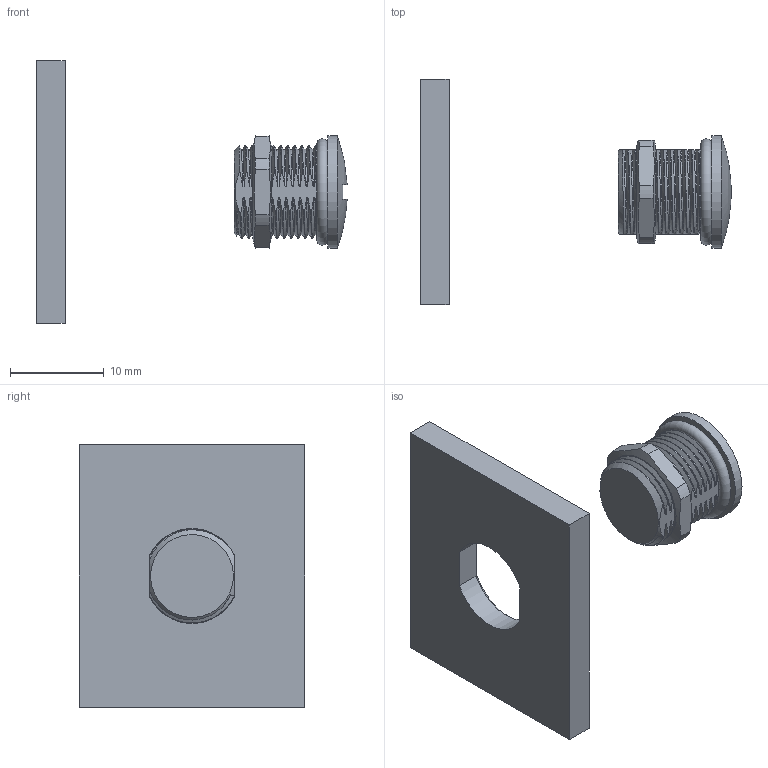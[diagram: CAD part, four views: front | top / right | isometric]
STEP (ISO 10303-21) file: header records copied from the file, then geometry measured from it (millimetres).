
FILE_DESCRIPTION(/* description */ (''),/* implementation_level */ '2;1');
FILE_NAME(/* name */ '08 3130 000 000 001_02-Blindverschraubung M10x0.75.stp',/* time_stamp */ '2017-08-01T06:17:54+02:00',/* author */ (''),/* organization */ (''),/* preprocessor_version */ 'ST-DEVELOPER v16',/* originating_system */ 'SIEMENS PLM Software NX 11.0',/* authorisation */ '');
FILE_SCHEMA (('AUTOMOTIVE_DESIGN { 1 0 10303 214 3 1 1 1 }'));
Length unit declared in the file: millimetre
Products named in the file (1): smag0BF8E686zns9
Bounding box: 33.04 x 24 x 28 mm (x, y, z)
Volume: 2722.2 mm3; surface area: 2625 mm2
Topology: 3 solids, 4 shells, 153 faces, 424 edges, 277 vertices
Faces by surface type: cylinder 60, bspline 51, plane 29, cone 7, torus 5, sphere 1
Full cylindrical faces by diameter (mm): 8.9 x2, 12 x1
Entity records: 23910 total; most frequent: CARTESIAN_POINT 20582, ORIENTED_EDGE 818, DIRECTION 439, EDGE_CURVE 409, VERTEX_POINT 272, B_SPLINE_CURVE_WITH_KNOTS 225, EDGE_LOOP 167, ADVANCED_FACE 153
